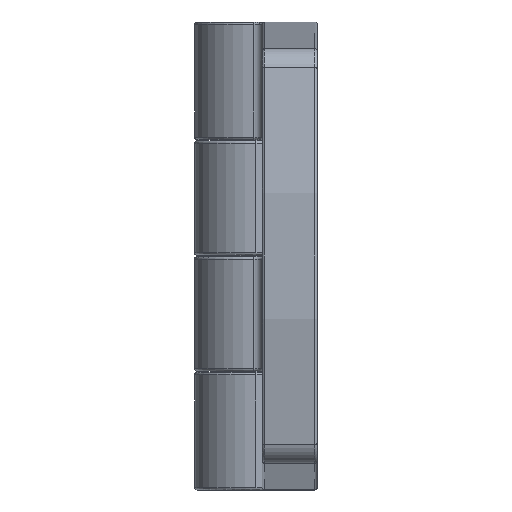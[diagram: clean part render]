
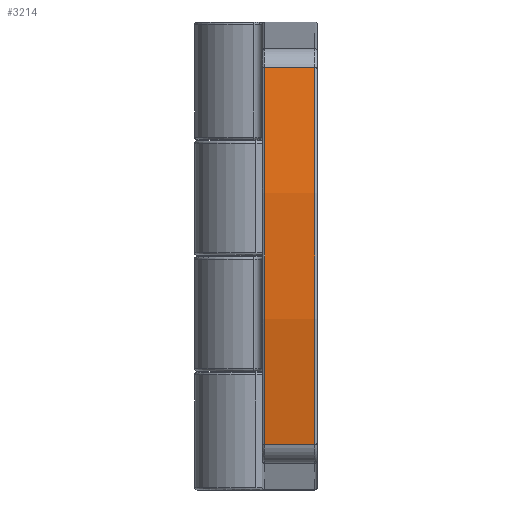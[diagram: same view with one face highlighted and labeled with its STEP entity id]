
A CAD part, left-side view. The second image highlights one B-rep face of the part: STEP entity #3214.
In plain terms, the highlighted cylindrical face has radius 72.095 mm (diameter 144.19 mm), a partial arc.
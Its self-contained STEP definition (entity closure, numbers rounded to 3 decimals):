
#2719 = CARTESIAN_POINT ( 'NONE',  ( 49.095, -4.8, -15.359 ) ) ;
#2749 = DIRECTION ( 'NONE',  ( 0., 0., -1. ) ) ;
#2750 = DIRECTION ( 'NONE',  ( 0., -1., 0. ) ) ;
#2752 = CARTESIAN_POINT ( 'NONE',  ( 49.095, -0.7, -15.359 ) ) ;
#2765 = VECTOR ( 'NONE', #2773, 1000. ) ;
#2766 = CARTESIAN_POINT ( 'NONE',  ( -21.345, -0.7, 0. ) ) ;
#2770 = LINE ( 'NONE', #2774, #2765 ) ;
#2773 = DIRECTION ( 'NONE',  ( 0., 1., 0. ) ) ;
#2774 = CARTESIAN_POINT ( 'NONE',  ( 49.095, -5., -15.359 ) ) ;
#2775 = CIRCLE ( 'NONE', #2781, 72.095 ) ;
#2781 = AXIS2_PLACEMENT_3D ( 'NONE', #2766, #2750, #2749 ) ;
#2803 = DIRECTION ( 'NONE',  ( 0., 0., 1. ) ) ;
#2804 = DIRECTION ( 'NONE',  ( 0., 1., 0. ) ) ;
#2805 = AXIS2_PLACEMENT_3D ( 'NONE', #2810, #2804, #2803 ) ;
#2806 = CIRCLE ( 'NONE', #2805, 72.095 ) ;
#2810 = CARTESIAN_POINT ( 'NONE',  ( -21.345, -4.8, 0. ) ) ;
#2863 = CARTESIAN_POINT ( 'NONE',  ( 49.095, -0.7, 15.359 ) ) ;
#2890 = DIRECTION ( 'NONE',  ( 0., 0., 1. ) ) ;
#2891 = DIRECTION ( 'NONE',  ( 0., 1., 0. ) ) ;
#2892 = CARTESIAN_POINT ( 'NONE',  ( -21.345, -5., 0. ) ) ;
#2902 = FACE_OUTER_BOUND ( 'NONE', #3162, .T. ) ;
#2905 = AXIS2_PLACEMENT_3D ( 'NONE', #2892, #2891, #2890 ) ;
#2906 = CYLINDRICAL_SURFACE ( 'NONE', #2905, 72.095 ) ;
#2907 = CARTESIAN_POINT ( 'NONE',  ( 49.095, -4.8, 15.359 ) ) ;
#3152 = VERTEX_POINT ( 'NONE', #2719 ) ;
#3154 = ORIENTED_EDGE ( 'NONE', *, *, #3661, .T. ) ;
#3155 = EDGE_CURVE ( 'NONE', #3152, #3163, #2770, .T. ) ;
#3159 = EDGE_CURVE ( 'NONE', #3163, #3198, #2775, .T. ) ;
#3162 = EDGE_LOOP ( 'NONE', ( #3154, #3165, #3660, #3169 ) ) ;
#3163 = VERTEX_POINT ( 'NONE', #2752 ) ;
#3165 = ORIENTED_EDGE ( 'NONE', *, *, #3175, .T. ) ;
#3169 = ORIENTED_EDGE ( 'NONE', *, *, #3159, .T. ) ;
#3175 = EDGE_CURVE ( 'NONE', #3202, #3152, #2806, .T. ) ;
#3198 = VERTEX_POINT ( 'NONE', #2863 ) ;
#3202 = VERTEX_POINT ( 'NONE', #2907 ) ;
#3214 = ADVANCED_FACE ( 'NONE', ( #2902 ), #2906, .T. ) ;
#3481 = DIRECTION ( 'NONE',  ( 0., -1., 0. ) ) ;
#3482 = VECTOR ( 'NONE', #3481, 1000. ) ;
#3487 = CARTESIAN_POINT ( 'NONE',  ( 49.095, -5., 15.359 ) ) ;
#3488 = LINE ( 'NONE', #3487, #3482 ) ;
#3660 = ORIENTED_EDGE ( 'NONE', *, *, #3155, .T. ) ;
#3661 = EDGE_CURVE ( 'NONE', #3198, #3202, #3488, .T. ) ;
